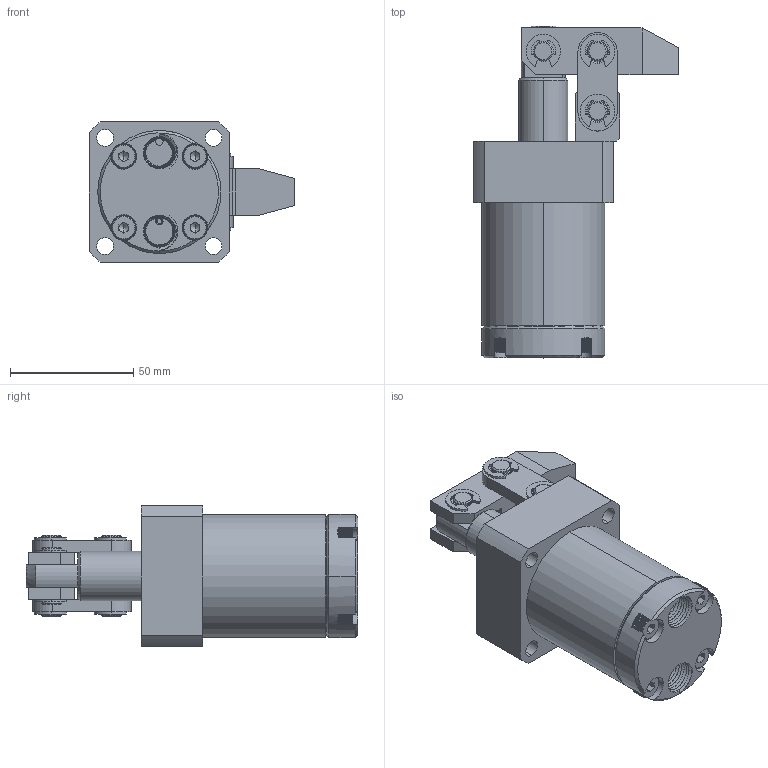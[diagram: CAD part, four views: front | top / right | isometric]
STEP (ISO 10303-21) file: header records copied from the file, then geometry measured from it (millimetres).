
FILE_DESCRIPTION (( 'STEP AP214' ), '1' );
FILE_NAME ('CHLC-FA32.STEP', '2019-11-25T06:22:59', ( 'Windows' ), ( 'Microsoft' ), 'SwSTEP 2.0', 'SolidWorks 2015', '' );
FILE_SCHEMA (( 'AUTOMOTIVE_DESIGN' ));
Length unit declared in the file: millimetre
Products named in the file (10): CHLC-FA32-10; CHLC-FA32-05; CHLC-FA32; 揤旋; M6LC; LHC01D-40-08; CHLC-32-04; CHLC-32-02; CHLC-32-03; CHLC-32-08_1
Assembly tree (19 placements, depth 2):
  CHLC-FA32
    CHLC-FA32-05
    CHLC-FA32-10
    CHLC-32-08_1
    CHLC-32-03  x2
    CHLC-32-02
    CHLC-32-04  x2
    LHC01D-40-08  x6
    M6LC  x4
    揤旋
Bounding box: 83.48 x 134.8 x 57 mm (x, y, z)
Volume: 216362.3 mm3; surface area: 64434.8 mm2
Topology: 19 solids, 19 shells, 1600 faces, 4498 edges, 2967 vertices
Faces by surface type: plane 779, cylinder 662, cone 107, bspline 52
Entity records: 37264 total; most frequent: CARTESIAN_POINT 16683, ORIENTED_EDGE 3144, DIRECTION 2538, EDGE_CURVE 1572, VERTEX_POINT 1040, AXIS2_PLACEMENT_3D 976, EDGE_LOOP 632, UNCERTAINTY_MEASURE_WITH_UNIT 599
